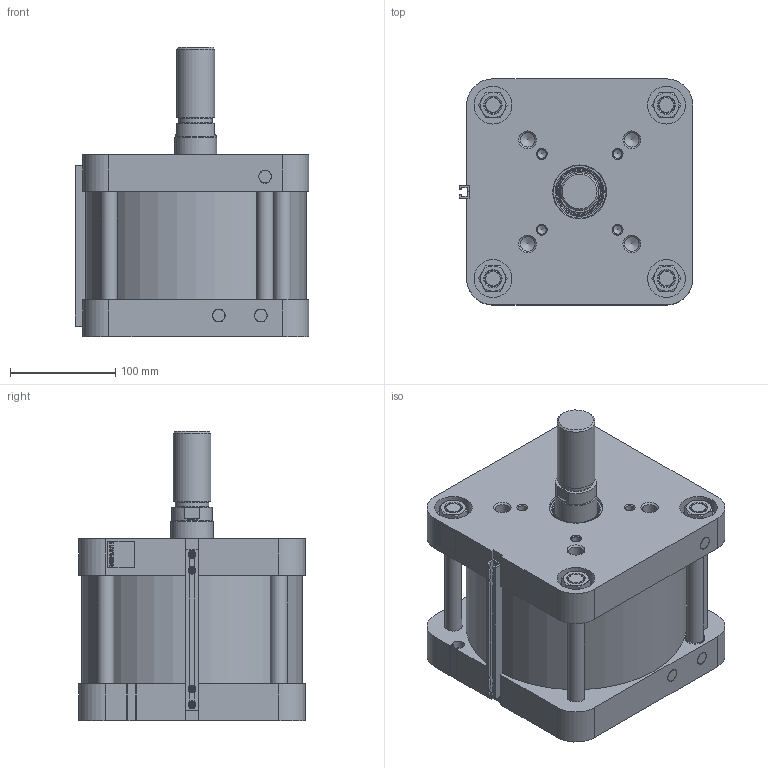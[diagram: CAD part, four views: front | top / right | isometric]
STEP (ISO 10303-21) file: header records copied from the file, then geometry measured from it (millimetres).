
FILE_DESCRIPTION(/* description */ ('HAFNER Profile cylinder LAZ'),/* implementation_level */ '2;1');
FILE_NAME(/* name */ 'HAFNER LAZ 200_50',/* time_stamp */ '2018-11-16T13:19:08+01:00',/* author */ ('Unknown'),/* organization */ ('HAFNER Pneumatik'),/* preprocessor_version */ 'ST-DEVELOPER v16.7',/* originating_system */ 'DEX',/* authorisation */ $);
FILE_SCHEMA (('AUTOMOTIVE_DESIGN {1 0 10303 214 3 1 1}'));
Length unit declared in the file: millimetre
Products named in the file (3): LAZ 200_200 nyújtható; HAFNER LAZ KS 200; HAFNER LAZ GH 200
Assembly tree (2 placements, depth 2):
  LAZ 200_200 nyújtható
    HAFNER LAZ KS 200
    HAFNER LAZ GH 200
Bounding box: 222 x 215 x 275 mm (x, y, z)
Volume: 5190867.4 mm3; surface area: 646416.2 mm2
Topology: 30 solids, 30 shells, 663 faces, 1544 edges, 972 vertices
Faces by surface type: plane 366, cone 146, cylinder 136, torus 11, bspline 4
Full cylindrical faces by diameter (mm): 2.459 x4, 3 x4, 4.917 x4, 5.5 x4, 8.376 x4, 8.5 x3, 9 x3, 11.8 x3, 12 x5, 12.1 x3, 13 x1, 13.835 x12, 16 x5, 16.2 x2, 16.5 x2, 17 x8, 18.631 x2, 19 x4, 32 x1, 36 x9, 39 x1, 40 x1, 42 x1, 44 x1, 45.4 x1, 50 x5, 60.5 x1, 190 x2, 200 x6, 210 x1
Entity records: 21292 total; most frequent: CARTESIAN_POINT 3889, DIRECTION 2782, ORIENTED_EDGE 2414, EDGE_CURVE 1207, AXIS2_PLACEMENT_3D 1068, FACE_BOUND 1030, EDGE_LOOP 1007, VERTEX_POINT 909
